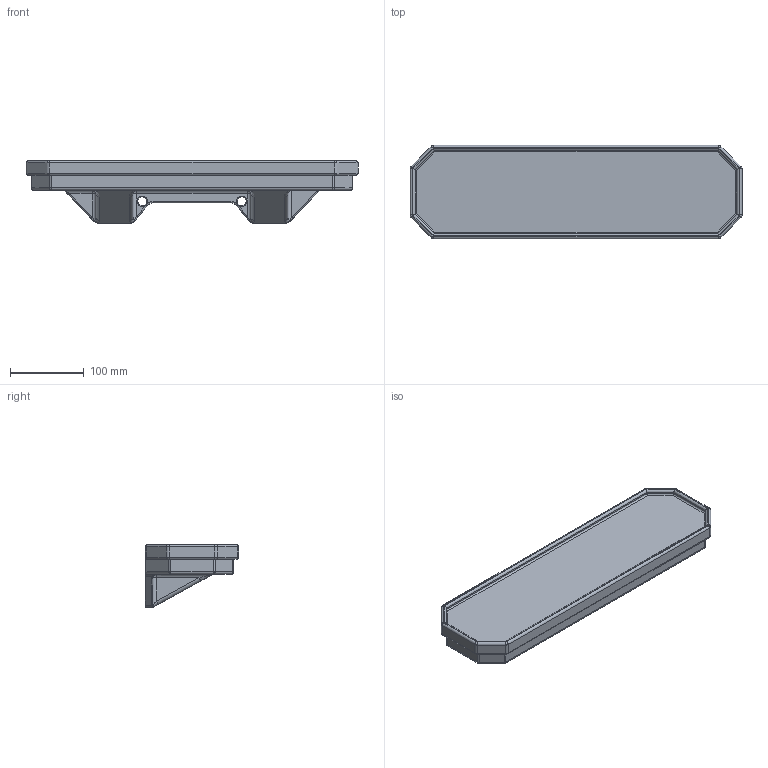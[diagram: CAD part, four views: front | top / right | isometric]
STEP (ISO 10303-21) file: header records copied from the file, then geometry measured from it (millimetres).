
FILE_DESCRIPTION((''),'2;1');
FILE_NAME('89245.stp','2008-01-03T11:28:50',('Huebner'),(''),'Autodesk Inventor 11','Autodesk Inventor 11','');
FILE_SCHEMA(('AUTOMOTIVE_DESIGN { 1 0 10303 214 1 1 1 1 }'));
Length unit declared in the file: millimetre
Products named in the file (2): 89245
Assembly tree (1 placements, depth 2):
  89245
    89245
Bounding box: 450 x 126.49 x 85 mm (x, y, z)
Volume: 2052115.4 mm3; surface area: 176707.8 mm2
Topology: 1 solids, 1 shells, 192 faces, 459 edges, 256 vertices
Faces by surface type: cylinder 89, bspline 49, plane 43, sphere 6, torus 5
Full cylindrical faces by diameter (mm): 12 x2
Entity records: 7311 total; most frequent: CARTESIAN_POINT 2974, DIRECTION 937, ORIENTED_EDGE 882, EDGE_CURVE 441, AXIS2_PLACEMENT_3D 369, VERTEX_POINT 256, EDGE_LOOP 201, VECTOR 199
